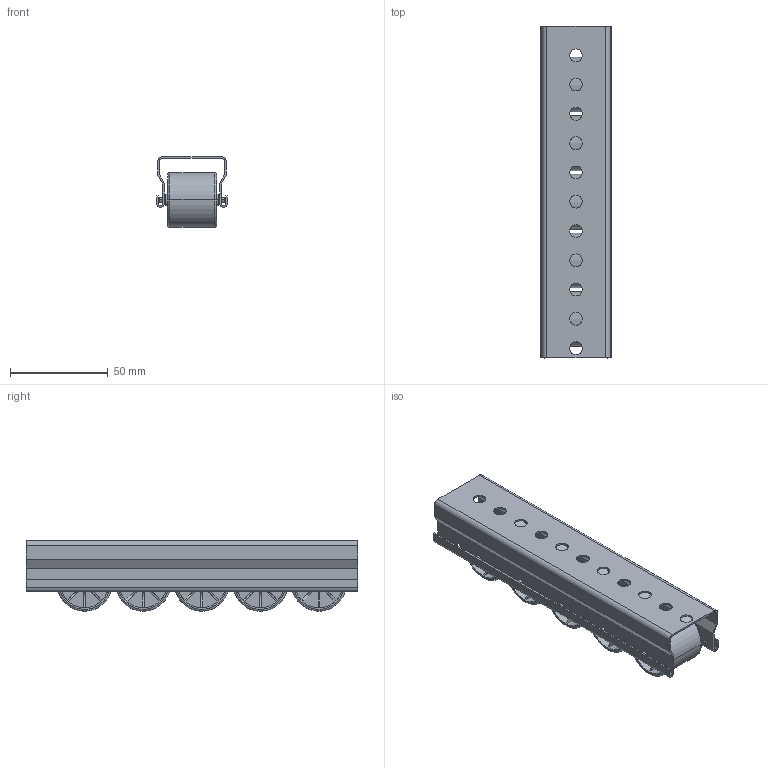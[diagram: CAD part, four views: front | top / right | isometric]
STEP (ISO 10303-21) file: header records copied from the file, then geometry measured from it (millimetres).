
FILE_DESCRIPTION (( 'STEP AP214' ), '1' );
FILE_NAME ('Z24 Ñòàëüíûå ðîëèêîâûå íàïðàâëÿþùèå Ô28.STEP', '2023-11-16T13:50:45', ( '' ), ( '' ), 'SwSTEP 2.0', 'SolidWorks 2022', '' );
FILE_SCHEMA (( 'AUTOMOTIVE_DESIGN' ));
Length unit declared in the file: millimetre
Products named in the file (1): Z24 Стальные роликовые направляющие Ф28
Bounding box: 36.2 x 170 x 36.17 mm (x, y, z)
Volume: 43865.3 mm3; surface area: 74900.1 mm2
Topology: 11 solids, 11 shells, 818 faces, 2384 edges, 1576 vertices
Faces by surface type: plane 565, cylinder 213, torus 20, cone 20
Entity records: 36532 total; most frequent: CARTESIAN_POINT 5079, ORIENTED_EDGE 4768, DIRECTION 4672, EDGE_CURVE 2384, VERTEX_POINT 1576, AXIS2_PLACEMENT_3D 1569, VECTOR 1534, LINE 1534
